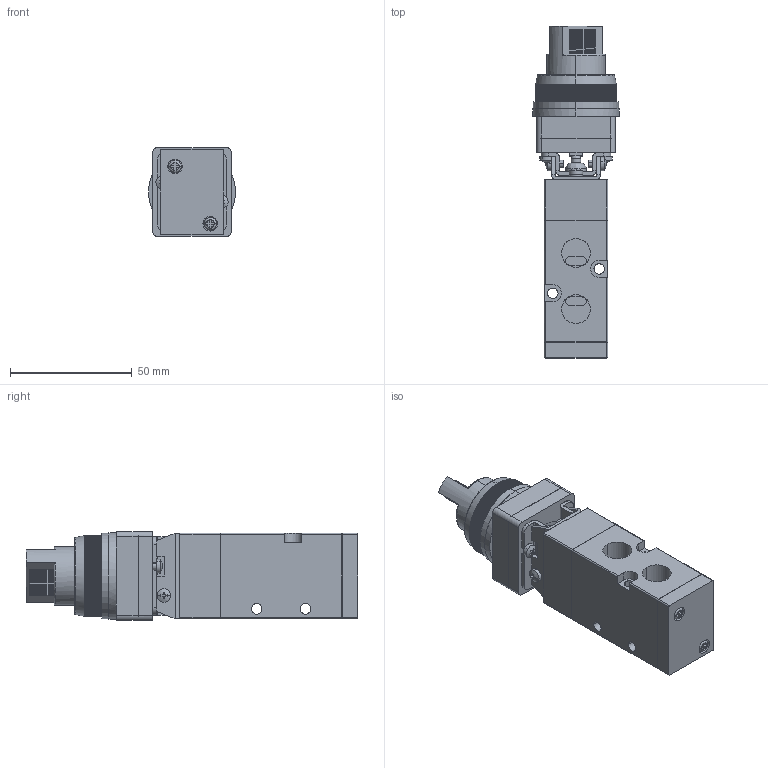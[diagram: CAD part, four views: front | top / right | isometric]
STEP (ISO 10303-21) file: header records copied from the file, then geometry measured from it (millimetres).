
FILE_DESCRIPTION (( 'STEP AP203' ), '1' );
FILE_NAME ('MSV-86522TB.step', '2016-12-28T18:55:33', ( '' ), ( '' ), 'SwSTEP 2.0', 'SolidWorks 2016', '' );
FILE_SCHEMA (( 'CONFIG_CONTROL_DESIGN' ));
Length unit declared in the file: millimetre
Products named in the file (1): MSV-86522TB
Bounding box: 35.6 x 136.1 x 36.4 mm (x, y, z)
Volume: 101379.1 mm3; surface area: 29004.8 mm2
Topology: 12 solids, 12 shells, 1838 faces, 4451 edges, 2675 vertices
Faces by surface type: plane 1620, cylinder 177, bspline 39, cone 2
Entity records: 52990 total; most frequent: CARTESIAN_POINT 10507, ORIENTED_EDGE 8894, DIRECTION 8583, EDGE_CURVE 4447, VECTOR 3385, LINE 3385, VERTEX_POINT 2675, AXIS2_PLACEMENT_3D 2599
